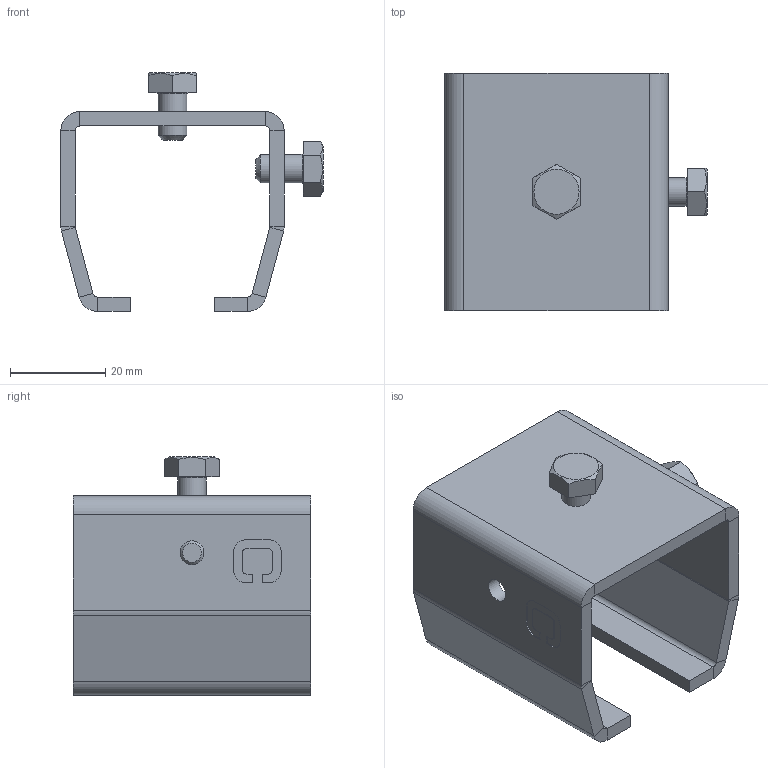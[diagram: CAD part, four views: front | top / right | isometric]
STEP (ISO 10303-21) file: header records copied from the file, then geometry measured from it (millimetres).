
FILE_DESCRIPTION(('STEP AP203'), '1');
FILE_NAME('ÐË250.RC35 Äåðæàòåëü áàçîâûé', '', ('UNSPECIFIED'), ('UNSPECIFIED'), 'ASCON STEP Converter 1.3', 'ASCON Math Kernel', '');
FILE_SCHEMA(('CONFIG_CONTROL_DESIGN'));
Length unit declared in the file: millimetre
Products named in the file (1): 250.RC35 Äåðæàòåëü áàçîâûé
Bounding box: 55.2 x 50 x 50.2 mm (x, y, z)
Volume: 21664.7 mm3; surface area: 15642.4 mm2
Topology: 1 solids, 1 shells, 104 faces, 231 edges, 136 vertices
Faces by surface type: plane 73, cylinder 25, cone 4, torus 2
Full cylindrical faces by diameter (mm): 5 x1, 6 x4
Entity records: 4104 total; most frequent: CARTESIAN_POINT 965, DIRECTION 474, ORIENTED_EDGE 440, EDGE_CURVE 220, AXIS2_PLACEMENT_3D 161, LINE 152, VECTOR 152, VERTEX_POINT 136
